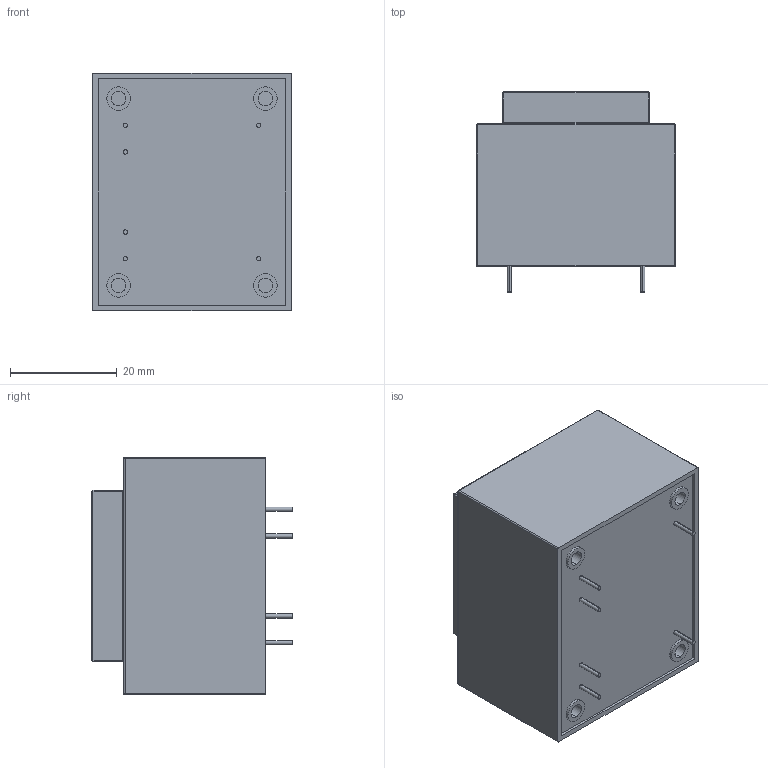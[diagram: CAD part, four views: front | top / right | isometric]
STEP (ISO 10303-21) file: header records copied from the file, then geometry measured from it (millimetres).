
FILE_DESCRIPTION(('STEP AP242'),'1');
FILE_NAME('18096.stp','2018-10-30T01:48:50',('TraceParts'),('TraceParts S.A.'),'Spatial InterOp 3D',' ',' ');
FILE_SCHEMA(('AP242_MANAGED_MODEL_BASED_3D_ENGINEERING_MIM_LF {1 0 10303 442 1 1 4}'));
Length unit declared in the file: millimetre
Products named in the file (1): 18096_1
Bounding box: 37.2 x 37.5 x 44.5 mm (x, y, z)
Volume: 48382.8 mm3; surface area: 8906.9 mm2
Topology: 7 solids, 7 shells, 531 faces, 1350 edges, 884 vertices
Faces by surface type: plane 318, bspline 151, cylinder 50, sphere 8, torus 4
Entity records: 28711 total; most frequent: CARTESIAN_POINT 12523, ORIENTED_EDGE 2684, DIRECTION 1918, EDGE_CURVE 1342, LINE 936, VECTOR 936, VERTEX_POINT 884, EDGE_LOOP 590
